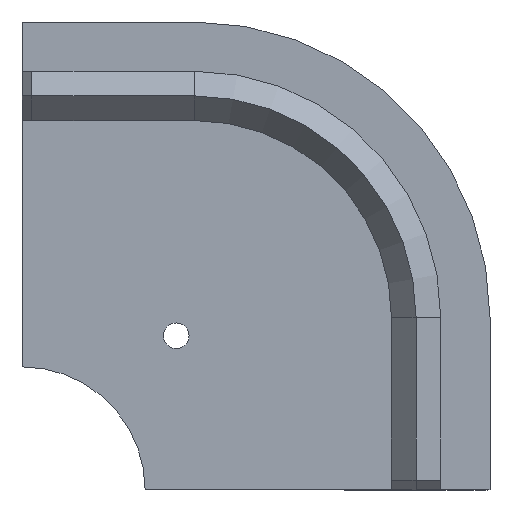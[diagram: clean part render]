
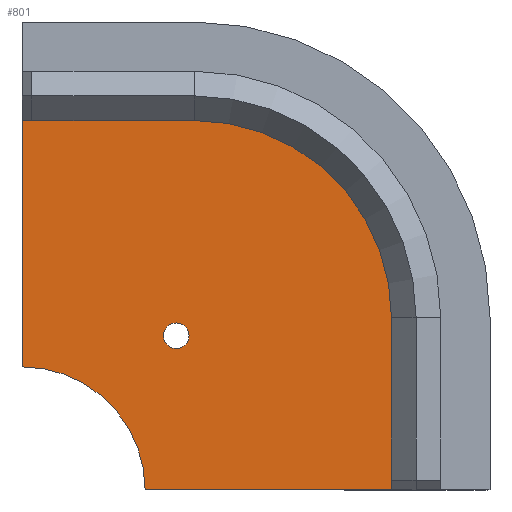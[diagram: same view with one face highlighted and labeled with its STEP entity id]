
A CAD part, front view. The second image highlights one B-rep face of the part: STEP entity #801.
In plain terms, the highlighted planar face has unit normal (0, -1, 0).
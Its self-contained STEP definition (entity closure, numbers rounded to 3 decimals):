
#20=FACE_BOUND('',#112,.T.);
#28=PLANE('',#878);
#65=FACE_OUTER_BOUND('',#111,.T.);
#111=EDGE_LOOP('',(#600,#601,#602,#603,#604,#605));
#112=EDGE_LOOP('',(#606));
#152=LINE('',#1170,#247);
#157=LINE('',#1184,#252);
#170=LINE('',#1213,#265);
#178=LINE('',#1230,#273);
#247=VECTOR('',#940,10.);
#252=VECTOR('',#953,10.);
#265=VECTOR('',#980,10.);
#273=VECTOR('',#992,10.);
#340=CIRCLE('',#863,25.);
#342=CIRCLE('',#867,40.);
#347=CIRCLE('',#879,2.6);
#361=VERTEX_POINT('',#1159);
#362=VERTEX_POINT('',#1160);
#365=VERTEX_POINT('',#1168);
#366=VERTEX_POINT('',#1169);
#369=VERTEX_POINT('',#1177);
#371=VERTEX_POINT('',#1183);
#388=VERTEX_POINT('',#1231);
#435=EDGE_CURVE('',#361,#362,#340,.T.);
#439=EDGE_CURVE('',#365,#366,#152,.T.);
#443=EDGE_CURVE('',#366,#369,#342,.T.);
#446=EDGE_CURVE('',#369,#371,#157,.T.);
#461=EDGE_CURVE('',#361,#365,#170,.T.);
#470=EDGE_CURVE('',#371,#362,#178,.T.);
#471=EDGE_CURVE('',#388,#388,#347,.T.);
#600=ORIENTED_EDGE('',*,*,#439,.T.);
#601=ORIENTED_EDGE('',*,*,#443,.T.);
#602=ORIENTED_EDGE('',*,*,#446,.T.);
#603=ORIENTED_EDGE('',*,*,#470,.T.);
#604=ORIENTED_EDGE('',*,*,#435,.F.);
#605=ORIENTED_EDGE('',*,*,#461,.T.);
#606=ORIENTED_EDGE('',*,*,#471,.T.);
#801=ADVANCED_FACE('',(#65,#20),#28,.T.);
#863=AXIS2_PLACEMENT_3D('',#1161,#932,#933);
#867=AXIS2_PLACEMENT_3D('',#1178,#946,#947);
#878=AXIS2_PLACEMENT_3D('',#1229,#990,#991);
#879=AXIS2_PLACEMENT_3D('',#1232,#993,#994);
#932=DIRECTION('center_axis',(0.,-1.,0.));
#933=DIRECTION('ref_axis',(0.707,0.,0.707));
#940=DIRECTION('',(0.,0.,1.));
#946=DIRECTION('center_axis',(0.,-1.,0.));
#947=DIRECTION('ref_axis',(0.,0.,1.));
#953=DIRECTION('',(-1.,0.,0.));
#980=DIRECTION('',(1.,0.,0.));
#990=DIRECTION('center_axis',(0.,-1.,0.));
#991=DIRECTION('ref_axis',(0.,0.,-1.));
#992=DIRECTION('',(0.,0.,-1.));
#993=DIRECTION('center_axis',(0.,1.,0.));
#994=DIRECTION('ref_axis',(1.,0.,0.));
#1159=CARTESIAN_POINT('',(-22.5,-20.,-47.5));
#1160=CARTESIAN_POINT('',(-47.5,-20.,-22.5));
#1161=CARTESIAN_POINT('Origin',(-47.5,-20.,-47.5));
#1168=CARTESIAN_POINT('',(27.5,-20.,-47.5));
#1169=CARTESIAN_POINT('',(27.5,-20.,-12.5));
#1170=CARTESIAN_POINT('',(27.5,-20.,-23.75));
#1177=CARTESIAN_POINT('',(-12.5,-20.,27.5));
#1178=CARTESIAN_POINT('Origin',(-12.5,-20.,-12.5));
#1183=CARTESIAN_POINT('',(-47.5,-20.,27.5));
#1184=CARTESIAN_POINT('',(-23.75,-20.,27.5));
#1213=CARTESIAN_POINT('',(47.5,-20.,-47.5));
#1229=CARTESIAN_POINT('Origin',(0.,-20.,0.));
#1230=CARTESIAN_POINT('',(-47.5,-20.,-22.5));
#1231=CARTESIAN_POINT('',(-18.79,-20.,-16.19));
#1232=CARTESIAN_POINT('Origin',(-16.19,-20.,-16.19));
